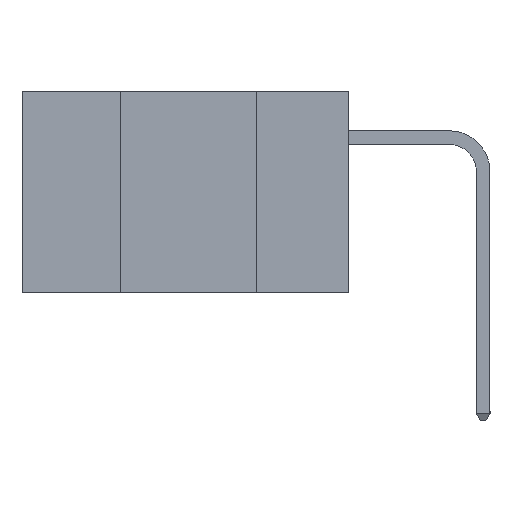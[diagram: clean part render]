
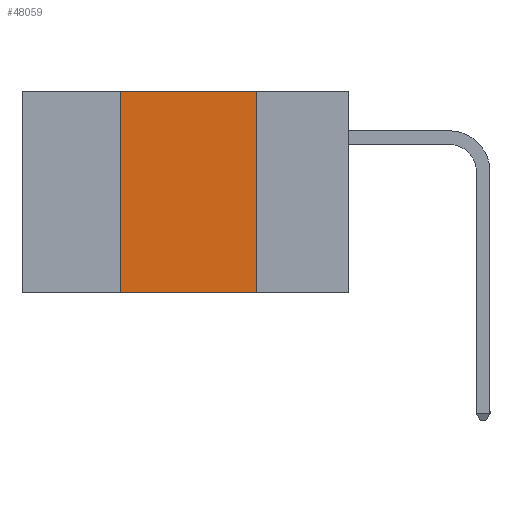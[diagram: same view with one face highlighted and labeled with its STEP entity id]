
A CAD part, left-side view. The second image highlights one B-rep face of the part: STEP entity #48059.
In plain terms, the highlighted planar face has unit normal (-1, 0, 0).
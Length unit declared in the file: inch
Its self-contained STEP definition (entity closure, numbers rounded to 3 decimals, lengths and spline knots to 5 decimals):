
#130 = AXIS2_PLACEMENT_3D ( 'NONE', #28763, #9685, #24859 ) ;
#611 = LINE ( 'NONE', #41661, #44040 ) ;
#988 = VERTEX_POINT ( 'NONE', #20612 ) ;
#4697 = ORIENTED_EDGE ( 'NONE', *, *, #21554, .F. ) ;
#5577 = CARTESIAN_POINT ( 'NONE',  ( 0., 0.17, 0. ) ) ;
#5656 = VERTEX_POINT ( 'NONE', #46266 ) ;
#6275 = ORIENTED_EDGE ( 'NONE', *, *, #37603, .T. ) ;
#8559 = VECTOR ( 'NONE', #42386, 39.37008 ) ;
#9685 = DIRECTION ( 'NONE',  ( 1., 0., 0. ) ) ;
#10404 = PLANE ( 'NONE',  #130 ) ;
#11138 = ORIENTED_EDGE ( 'NONE', *, *, #18252, .F. ) ;
#11776 = DIRECTION ( 'NONE',  ( 0., 0., 1. ) ) ;
#15453 = CARTESIAN_POINT ( 'NONE',  ( 0., 0.42, 0. ) ) ;
#16245 = CARTESIAN_POINT ( 'NONE',  ( 0., 0.6, -0.37 ) ) ;
#18252 = EDGE_CURVE ( 'NONE', #5656, #28299, #611, .T. ) ;
#20435 = CARTESIAN_POINT ( 'NONE',  ( 0., 0.17, -0.37 ) ) ;
#20612 = CARTESIAN_POINT ( 'NONE',  ( 0., 0.42, -0.37 ) ) ;
#21554 = EDGE_CURVE ( 'NONE', #988, #5656, #26468, .T. ) ;
#24859 = DIRECTION ( 'NONE',  ( 0., 0., -1. ) ) ;
#26468 = LINE ( 'NONE', #15453, #38664 ) ;
#28084 = LINE ( 'NONE', #5577, #34641 ) ;
#28299 = VERTEX_POINT ( 'NONE', #43740 ) ;
#28763 = CARTESIAN_POINT ( 'NONE',  ( 0., 0.6, 0. ) ) ;
#29885 = EDGE_CURVE ( 'NONE', #28299, #46721, #28084, .T. ) ;
#33574 = EDGE_LOOP ( 'NONE', ( #46207, #11138, #4697, #6275 ) ) ;
#34641 = VECTOR ( 'NONE', #42980, 39.37008 ) ;
#35298 = LINE ( 'NONE', #16245, #8559 ) ;
#36801 = FACE_OUTER_BOUND ( 'NONE', #33574, .T. ) ;
#37603 = EDGE_CURVE ( 'NONE', #988, #46721, #35298, .T. ) ;
#38664 = VECTOR ( 'NONE', #11776, 39.37008 ) ;
#41422 = DIRECTION ( 'NONE',  ( 0., -1., 0. ) ) ;
#41661 = CARTESIAN_POINT ( 'NONE',  ( 0., 0.6, 0. ) ) ;
#42386 = DIRECTION ( 'NONE',  ( 0., -1., 0. ) ) ;
#42980 = DIRECTION ( 'NONE',  ( 0., 0., -1. ) ) ;
#43740 = CARTESIAN_POINT ( 'NONE',  ( 0., 0.17, 0. ) ) ;
#44040 = VECTOR ( 'NONE', #41422, 39.37008 ) ;
#46207 = ORIENTED_EDGE ( 'NONE', *, *, #29885, .F. ) ;
#46266 = CARTESIAN_POINT ( 'NONE',  ( 0., 0.42, 0. ) ) ;
#46721 = VERTEX_POINT ( 'NONE', #20435 ) ;
#48059 = ADVANCED_FACE ( 'NONE', ( #36801 ), #10404, .F. ) ;
